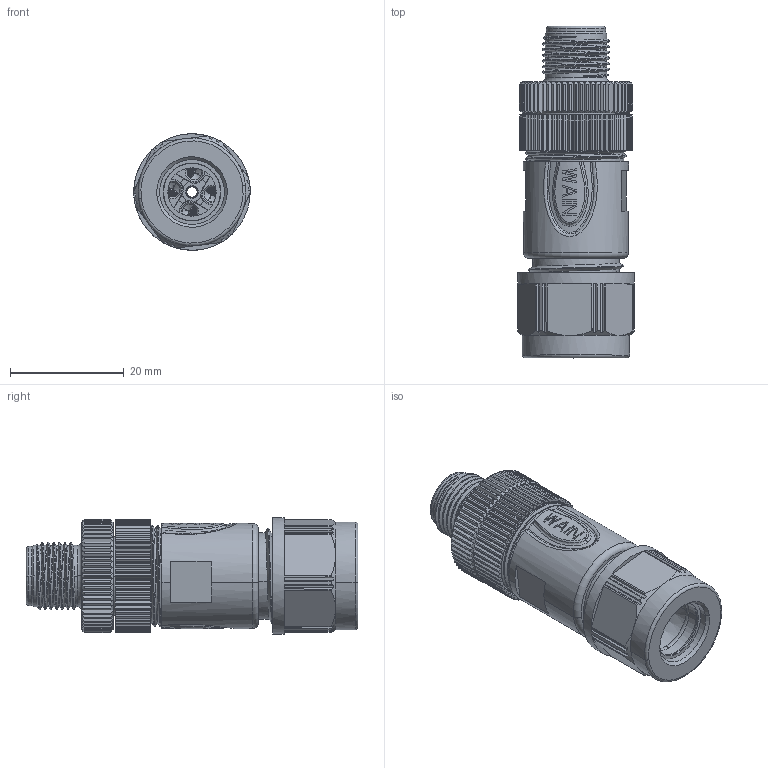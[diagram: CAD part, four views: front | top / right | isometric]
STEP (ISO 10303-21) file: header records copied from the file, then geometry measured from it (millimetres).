
FILE_DESCRIPTION((''),'2;1');
FILE_NAME('3D_1630044113003_M12-M04A-T-D10','2017-07-07T',('zq.xu'),(''),'PRO/ENGINEER BY PARAMETRIC TECHNOLOGY CORPORATION, 2012480','PRO/ENGINEER BY PARAMETRIC TECHNOLOGY CORPORATION, 2012480','');
FILE_SCHEMA(('AUTOMOTIVE_DESIGN { 1 0 10303 214 1 1 1 1 }'));
Products named in the file (1): 3D_1630044113003_M12-M04A-T-D10
Bounding box: 20.5 x 58.4 x 20.48 mm (x, y, z)
Volume: 9008.6 mm3; surface area: 14095.6 mm2
Topology: 1 solids, 1 shells, 2040 faces, 6003 edges, 3925 vertices
Faces by surface type: plane 791, cylinder 606, cone 298, bspline 136, extrusion 135, torus 66, sphere 8
Entity records: 99199 total; most frequent: CARTESIAN_POINT 47984, ORIENTED_EDGE 11974, DIRECTION 8998, EDGE_CURVE 5987, VERTEX_POINT 3925, AXIS2_PLACEMENT_3D 3200, VECTOR 2598, LINE 2463
